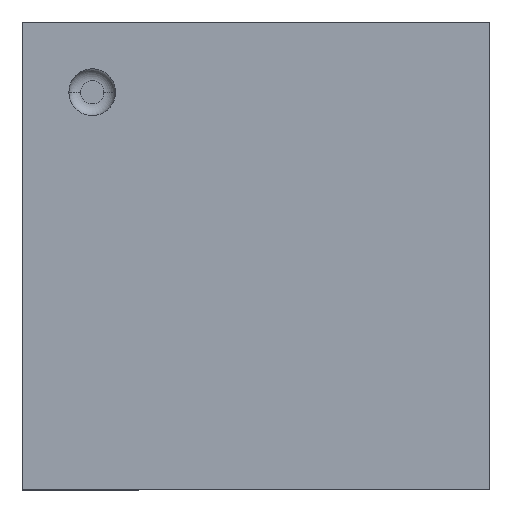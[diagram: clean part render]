
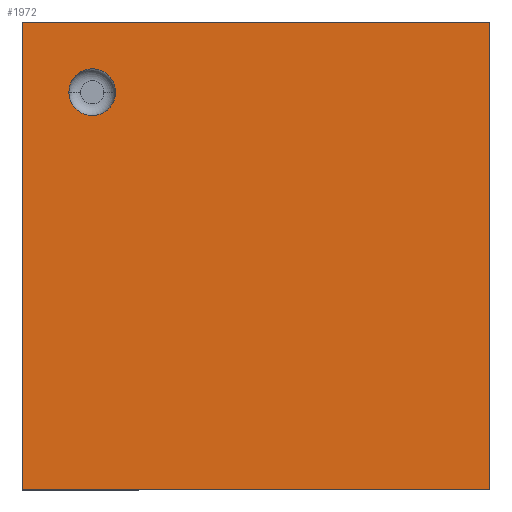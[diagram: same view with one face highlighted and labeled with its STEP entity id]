
A CAD part, top view. The second image highlights one B-rep face of the part: STEP entity #1972.
In plain terms, the highlighted planar face has unit normal (0, 0, 1).
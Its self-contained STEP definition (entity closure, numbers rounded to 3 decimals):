
#90 = EDGE_CURVE ( 'NONE', #2692, #390, #289, .T. ) ;
#228 = LINE ( 'NONE', #1658, #2387 ) ;
#289 = LINE ( 'NONE', #2309, #765 ) ;
#325 = CARTESIAN_POINT ( 'NONE',  ( -1.4, 1.4, 0.985 ) ) ;
#384 = CARTESIAN_POINT ( 'NONE',  ( 2., 2., 0.985 ) ) ;
#386 = DIRECTION ( 'NONE',  ( -1., 0., 0. ) ) ;
#390 = VERTEX_POINT ( 'NONE', #384 ) ;
#450 = AXIS2_PLACEMENT_3D ( 'NONE', #3245, #1476, #3570 ) ;
#514 = CARTESIAN_POINT ( 'NONE',  ( 2., -2., 0.985 ) ) ;
#634 = DIRECTION ( 'NONE',  ( 1., 0., 0. ) ) ;
#651 = EDGE_CURVE ( 'NONE', #2499, #738, #2272, .T. ) ;
#738 = VERTEX_POINT ( 'NONE', #3454 ) ;
#765 = VECTOR ( 'NONE', #1437, 1000. ) ;
#784 = LINE ( 'NONE', #1682, #2850 ) ;
#809 = EDGE_CURVE ( 'NONE', #738, #2692, #784, .T. ) ;
#971 = CARTESIAN_POINT ( 'NONE',  ( -1.2, 1.4, 0.985 ) ) ;
#1023 = EDGE_LOOP ( 'NONE', ( #1651, #2882, #1095, #1156 ) ) ;
#1095 = ORIENTED_EDGE ( 'NONE', *, *, #90, .T. ) ;
#1145 = FACE_BOUND ( 'NONE', #1822, .T. ) ;
#1156 = ORIENTED_EDGE ( 'NONE', *, *, #2124, .T. ) ;
#1348 = CARTESIAN_POINT ( 'NONE',  ( 0., 0., 0.985 ) ) ;
#1389 = VERTEX_POINT ( 'NONE', #1853 ) ;
#1393 = DIRECTION ( 'NONE',  ( 1., 0., 0. ) ) ;
#1408 = CIRCLE ( 'NONE', #450, 0.2 ) ;
#1437 = DIRECTION ( 'NONE',  ( 0., 1., 0. ) ) ;
#1476 = DIRECTION ( 'NONE',  ( 0., 0., 1. ) ) ;
#1651 = ORIENTED_EDGE ( 'NONE', *, *, #651, .T. ) ;
#1658 = CARTESIAN_POINT ( 'NONE',  ( 2., 2., 0.985 ) ) ;
#1682 = CARTESIAN_POINT ( 'NONE',  ( 2., -2., 0.985 ) ) ;
#1822 = EDGE_LOOP ( 'NONE', ( #2703, #3411 ) ) ;
#1853 = CARTESIAN_POINT ( 'NONE',  ( -1.6, 1.4, 0.985 ) ) ;
#1902 = CIRCLE ( 'NONE', #3039, 0.2 ) ;
#1930 = DIRECTION ( 'NONE',  ( -1., 0., 0. ) ) ;
#1972 = ADVANCED_FACE ( 'NONE', ( #1145, #3244 ), #2770, .F. ) ;
#2124 = EDGE_CURVE ( 'NONE', #390, #2499, #228, .T. ) ;
#2272 = LINE ( 'NONE', #3679, #3498 ) ;
#2278 = AXIS2_PLACEMENT_3D ( 'NONE', #1348, #3700, #386 ) ;
#2309 = CARTESIAN_POINT ( 'NONE',  ( 2., 2., 0.985 ) ) ;
#2387 = VECTOR ( 'NONE', #1930, 1000. ) ;
#2421 = DIRECTION ( 'NONE',  ( 0., 0., 1. ) ) ;
#2499 = VERTEX_POINT ( 'NONE', #2855 ) ;
#2692 = VERTEX_POINT ( 'NONE', #514 ) ;
#2703 = ORIENTED_EDGE ( 'NONE', *, *, #2741, .F. ) ;
#2741 = EDGE_CURVE ( 'NONE', #3706, #1389, #1408, .T. ) ;
#2770 = PLANE ( 'NONE',  #2278 ) ;
#2850 = VECTOR ( 'NONE', #1393, 1000. ) ;
#2855 = CARTESIAN_POINT ( 'NONE',  ( -2., 2., 0.985 ) ) ;
#2882 = ORIENTED_EDGE ( 'NONE', *, *, #809, .T. ) ;
#3039 = AXIS2_PLACEMENT_3D ( 'NONE', #325, #2421, #634 ) ;
#3244 = FACE_OUTER_BOUND ( 'NONE', #1023, .T. ) ;
#3245 = CARTESIAN_POINT ( 'NONE',  ( -1.4, 1.4, 0.985 ) ) ;
#3355 = DIRECTION ( 'NONE',  ( 0., -1., 0. ) ) ;
#3411 = ORIENTED_EDGE ( 'NONE', *, *, #3537, .F. ) ;
#3454 = CARTESIAN_POINT ( 'NONE',  ( -2., -2., 0.985 ) ) ;
#3498 = VECTOR ( 'NONE', #3355, 1000. ) ;
#3537 = EDGE_CURVE ( 'NONE', #1389, #3706, #1902, .T. ) ;
#3570 = DIRECTION ( 'NONE',  ( 1., 0., 0. ) ) ;
#3679 = CARTESIAN_POINT ( 'NONE',  ( -2., 2., 0.985 ) ) ;
#3700 = DIRECTION ( 'NONE',  ( 0., 0., -1. ) ) ;
#3706 = VERTEX_POINT ( 'NONE', #971 ) ;
